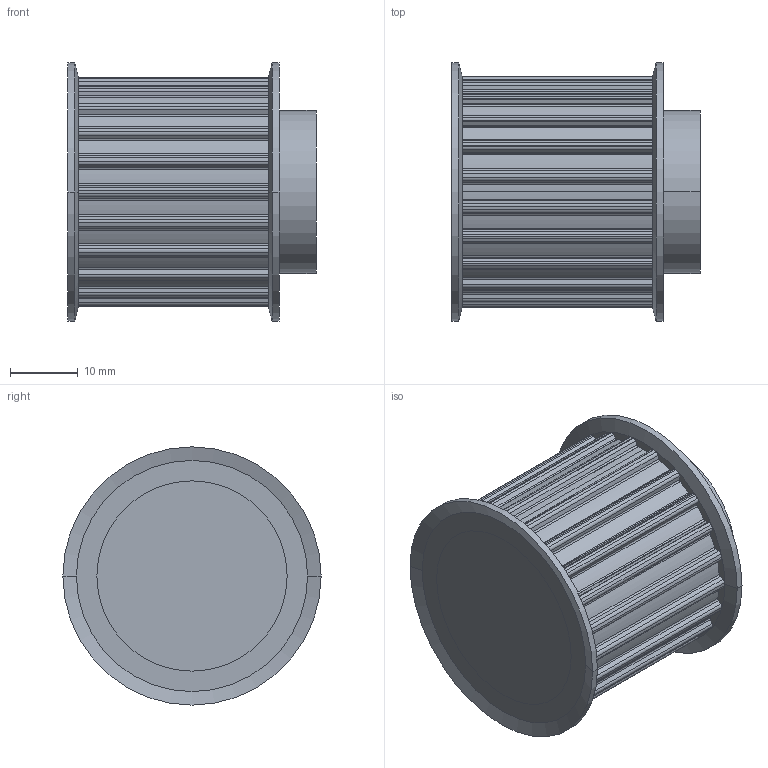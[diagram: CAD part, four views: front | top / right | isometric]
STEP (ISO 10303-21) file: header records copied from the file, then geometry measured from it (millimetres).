
FILE_DESCRIPTION(('HOOPS Exchange Step'),'2;1');
FILE_NAME('export-317C3DD7-D4A6-462F-BF39-791E7EFFDBF5.stp','2023-12-11T15:33:00+01:00',('Engineering'),('Alibre'),'HOOPS Exchange 2021.0','Alibre','Unknown authorisation');
FILE_SCHEMA( ('AP242_MANAGED_MODEL_BASED_3D_ENGINEERING_MIM_LF {1 0 10303 442 1 1 4 }') );
Length unit declared in the file: millimetre
Products named in the file (3): 6414-2 AT5 Pulley 36-AT5 Z=22 for 25mm wide belts FLANGE; 6414-1 AT5 Pulley 36-AT5 Z=22 for 25mm wide belts BODY; 6414 AT5 Pulley 36-AT5 Z=22 for 25mm wide belts
Assembly tree (3 placements, depth 2):
  6414 AT5 Pulley 36-AT5 Z=22 for 25mm wide belts
    6414-2 AT5 Pulley 36-AT5 Z=22 for 25mm wide belts FLANGE  x2
    6414-1 AT5 Pulley 36-AT5 Z=22 for 25mm wide belts BODY
Bounding box: 36.54 x 38 x 38 mm (x, y, z)
Volume: 28083.6 mm3; surface area: 8397.1 mm2
Topology: 3 solids, 3 shells, 241 faces, 688 edges, 456 vertices
Faces by surface type: cylinder 180, plane 53, cone 8
Entity records: 7905 total; most frequent: DIRECTION 1504, CARTESIAN_POINT 1352, ORIENTED_EDGE 1336, EDGE_CURVE 668, AXIS2_PLACEMENT_3D 596, VERTEX_POINT 444, CIRCLE 356, VECTOR 312
